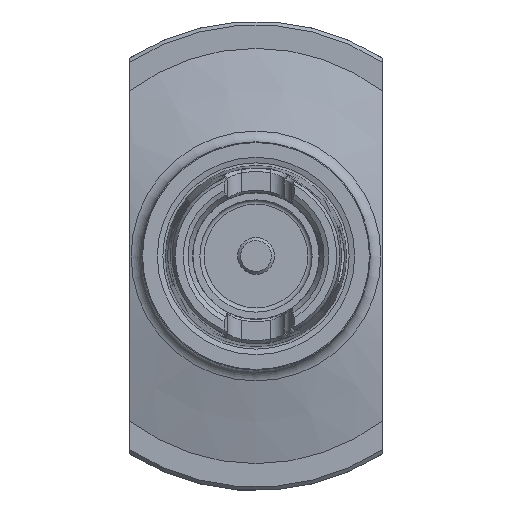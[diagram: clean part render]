
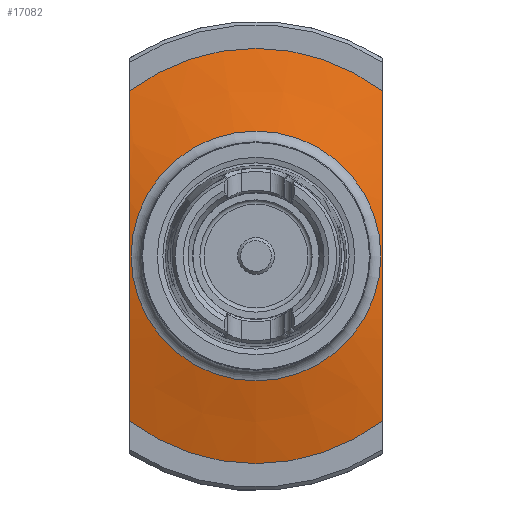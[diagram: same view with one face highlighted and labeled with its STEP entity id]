
A CAD part, left-side view. The second image highlights one B-rep face of the part: STEP entity #17082.
In plain terms, the highlighted conical face has half-angle 75 degrees and reference radius 57.5 mm.
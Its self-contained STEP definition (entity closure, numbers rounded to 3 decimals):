
#37 = ORIENTED_EDGE ( 'NONE', *, *, #11915, .F. ) ;
#167 = CARTESIAN_POINT ( 'NONE',  ( 40., 35., -45.621 ) ) ;
#424 = ORIENTED_EDGE ( 'NONE', *, *, #2097, .F. ) ;
#1230 = CARTESIAN_POINT ( 'NONE',  ( 39.202, -35., -41.865 ) ) ;
#1412 = CARTESIAN_POINT ( 'NONE',  ( 35.52, -35., 20.992 ) ) ;
#1888 = AXIS2_PLACEMENT_3D ( 'NONE', #16917, #5659, #8203 ) ;
#1970 = EDGE_CURVE ( 'NONE', #27852, #27961, #16879, .T. ) ;
#2068 = AXIS2_PLACEMENT_3D ( 'NONE', #2513, #7057, #15807 ) ;
#2079 = CARTESIAN_POINT ( 'NONE',  ( 33.966, 35., 3.641 ) ) ;
#2097 = EDGE_CURVE ( 'NONE', #27852, #6791, #20508, .T. ) ;
#2176 = CARTESIAN_POINT ( 'NONE',  ( 34.133, 35., 7.495 ) ) ;
#2274 = CARTESIAN_POINT ( 'NONE',  ( 36.375, 35., -26.807 ) ) ;
#2460 = CARTESIAN_POINT ( 'NONE',  ( 34.818, 35., 15.23 ) ) ;
#2513 = CARTESIAN_POINT ( 'NONE',  ( 40., 0., 0. ) ) ;
#3192 = EDGE_LOOP ( 'NONE', ( #424, #6146, #37, #11113 ) ) ;
#3498 = CARTESIAN_POINT ( 'NONE',  ( 34.155, -35., -7.85 ) ) ;
#3587 = CARTESIAN_POINT ( 'NONE',  ( 40., -35., -45.621 ) ) ;
#3786 = CARTESIAN_POINT ( 'NONE',  ( 34.799, -35., -15.458 ) ) ;
#4230 = AXIS2_PLACEMENT_3D ( 'NONE', #12864, #19432, #16920 ) ;
#4451 = CARTESIAN_POINT ( 'NONE',  ( 37.025, 35., -30.577 ) ) ;
#4638 = CARTESIAN_POINT ( 'NONE',  ( 37.015, 35., 30.52 ) ) ;
#4929 = DIRECTION ( 'NONE',  ( 0., 0., -1. ) ) ;
#5659 = DIRECTION ( 'NONE',  ( 1., 0., 0. ) ) ;
#5725 = CARTESIAN_POINT ( 'NONE',  ( 34.133, -35., 7.495 ) ) ;
#6146 = ORIENTED_EDGE ( 'NONE', *, *, #1970, .T. ) ;
#6295 = EDGE_LOOP ( 'NONE', ( #8416 ) ) ;
#6500 = CARTESIAN_POINT ( 'NONE',  ( 35.52, 35., 20.992 ) ) ;
#6791 = VERTEX_POINT ( 'NONE', #26400 ) ;
#7057 = DIRECTION ( 'NONE',  ( 1., 0., 0. ) ) ;
#7874 = CARTESIAN_POINT ( 'NONE',  ( 35.264, -35., 19.077 ) ) ;
#8203 = DIRECTION ( 'NONE',  ( 0., 0., -1. ) ) ;
#8265 = CARTESIAN_POINT ( 'NONE',  ( 35.262, -35., -19.247 ) ) ;
#8416 = ORIENTED_EDGE ( 'NONE', *, *, #25687, .T. ) ;
#8727 = CARTESIAN_POINT ( 'NONE',  ( 35.264, 35., 19.077 ) ) ;
#8819 = CARTESIAN_POINT ( 'NONE',  ( 39.202, 35., -41.865 ) ) ;
#8911 = CARTESIAN_POINT ( 'NONE',  ( 33.977, 35., -4.031 ) ) ;
#9125 = CIRCLE ( 'NONE', #4230, 34.59 ) ;
#9718 = CONICAL_SURFACE ( 'NONE', #2068, 57.5, 1.309 ) ;
#10227 = CARTESIAN_POINT ( 'NONE',  ( 37.025, -35., -30.577 ) ) ;
#10721 = VERTEX_POINT ( 'NONE', #26002 ) ;
#11113 = ORIENTED_EDGE ( 'NONE', *, *, #26375, .F. ) ;
#11915 = EDGE_CURVE ( 'NONE', #10721, #27961, #25142, .T. ) ;
#12238 = CARTESIAN_POINT ( 'NONE',  ( 34.623, -35., 13.3 ) ) ;
#12524 = CARTESIAN_POINT ( 'NONE',  ( 34.818, -35., 15.23 ) ) ;
#12864 = CARTESIAN_POINT ( 'NONE',  ( 33.861, 0., 0. ) ) ;
#13201 = CARTESIAN_POINT ( 'NONE',  ( 35.262, 35., -19.247 ) ) ;
#13521 = FACE_BOUND ( 'NONE', #6295, .T. ) ;
#13643 = AXIS2_PLACEMENT_3D ( 'NONE', #15751, #24580, #4929 ) ;
#14357 = CARTESIAN_POINT ( 'NONE',  ( 38.438, -35., -38.107 ) ) ;
#14364 = CARTESIAN_POINT ( 'NONE',  ( 40., 35., 45.621 ) ) ;
#14555 = CARTESIAN_POINT ( 'NONE',  ( 39.2, -35., 41.858 ) ) ;
#15197 = CARTESIAN_POINT ( 'NONE',  ( 34.533, 35., 12.332 ) ) ;
#15390 = CARTESIAN_POINT ( 'NONE',  ( 40., 35., 45.621 ) ) ;
#15570 = CARTESIAN_POINT ( 'NONE',  ( 34.924, 35., 16.193 ) ) ;
#15751 = CARTESIAN_POINT ( 'NONE',  ( 40., 0., 0. ) ) ;
#15807 = DIRECTION ( 'NONE',  ( 0., 0., -1. ) ) ;
#16692 = CARTESIAN_POINT ( 'NONE',  ( 34.533, -35., 12.332 ) ) ;
#16879 = B_SPLINE_CURVE_WITH_KNOTS ( 'NONE', 3,
 ( #15390, #19867, #28325, #4638, #21780, #6500, #8727, #15570, #2460, #24008, #15197, #2176, #2079, #8911, #17365, #17754, #13201, #2274, #4451, #21693, #8819, #167 ),
 .UNSPECIFIED., .F., .F.,
 ( 4, 2, 2, 2, 2, 2, 2, 2, 2, 2, 4 ),
 ( 0.176, 0.188, 0.199, 0.205, 0.208, 0.211, 0.222, 0.234, 0.246, 0.257, 0.269 ),
 .UNSPECIFIED. ) ;
#16917 = CARTESIAN_POINT ( 'NONE',  ( 40., 0., 0. ) ) ;
#16920 = DIRECTION ( 'NONE',  ( 0., 0., -1. ) ) ;
#17082 = ADVANCED_FACE ( 'NONE', ( #13521, #24134 ), #9718, .T. ) ;
#17365 = CARTESIAN_POINT ( 'NONE',  ( 34.155, 35., -7.85 ) ) ;
#17754 = CARTESIAN_POINT ( 'NONE',  ( 34.799, 35., -15.458 ) ) ;
#19004 = CARTESIAN_POINT ( 'NONE',  ( 33.966, -35., 3.641 ) ) ;
#19432 = DIRECTION ( 'NONE',  ( 1., 0., 0. ) ) ;
#19549 = VERTEX_POINT ( 'NONE', #20226 ) ;
#19867 = CARTESIAN_POINT ( 'NONE',  ( 39.2, 35., 41.858 ) ) ;
#20226 = CARTESIAN_POINT ( 'NONE',  ( 33.861, 0., -34.59 ) ) ;
#20508 = CIRCLE ( 'NONE', #13643, 57.5 ) ;
#20948 = CARTESIAN_POINT ( 'NONE',  ( 37.015, -35., 30.52 ) ) ;
#21326 = CARTESIAN_POINT ( 'NONE',  ( 40., -35., 45.621 ) ) ;
#21693 = CARTESIAN_POINT ( 'NONE',  ( 38.438, 35., -38.107 ) ) ;
#21780 = CARTESIAN_POINT ( 'NONE',  ( 36.361, 35., 26.722 ) ) ;
#23123 = CARTESIAN_POINT ( 'NONE',  ( 36.361, -35., 26.722 ) ) ;
#23311 = CARTESIAN_POINT ( 'NONE',  ( 38.434, -35., 38.088 ) ) ;
#24008 = CARTESIAN_POINT ( 'NONE',  ( 34.623, 35., 13.3 ) ) ;
#24134 = FACE_OUTER_BOUND ( 'NONE', #3192, .T. ) ;
#24580 = DIRECTION ( 'NONE',  ( 1., 0., 0. ) ) ;
#25142 = CIRCLE ( 'NONE', #1888, 57.5 ) ;
#25348 = CARTESIAN_POINT ( 'NONE',  ( 34.924, -35., 16.193 ) ) ;
#25687 = EDGE_CURVE ( 'NONE', #19549, #19549, #9125, .T. ) ;
#26002 = CARTESIAN_POINT ( 'NONE',  ( 40., -35., -45.621 ) ) ;
#26375 = EDGE_CURVE ( 'NONE', #6791, #10721, #27791, .T. ) ;
#26400 = CARTESIAN_POINT ( 'NONE',  ( 40., -35., 45.621 ) ) ;
#27395 = CARTESIAN_POINT ( 'NONE',  ( 36.375, -35., -26.807 ) ) ;
#27482 = CARTESIAN_POINT ( 'NONE',  ( 33.977, -35., -4.031 ) ) ;
#27488 = CARTESIAN_POINT ( 'NONE',  ( 40., 35., -45.621 ) ) ;
#27791 = B_SPLINE_CURVE_WITH_KNOTS ( 'NONE', 3,
 ( #21326, #14555, #23311, #20948, #23123, #1412, #7874, #25348, #12524, #12238, #16692, #5725, #19004, #27482, #3498, #3786, #8265, #27395, #10227, #14357, #1230, #3587 ),
 .UNSPECIFIED., .F., .F.,
 ( 4, 2, 2, 2, 2, 2, 2, 2, 2, 2, 4 ),
 ( 0.176, 0.188, 0.199, 0.205, 0.208, 0.211, 0.222, 0.234, 0.246, 0.257, 0.269 ),
 .UNSPECIFIED. ) ;
#27852 = VERTEX_POINT ( 'NONE', #14364 ) ;
#27961 = VERTEX_POINT ( 'NONE', #27488 ) ;
#28325 = CARTESIAN_POINT ( 'NONE',  ( 38.434, 35., 38.088 ) ) ;
